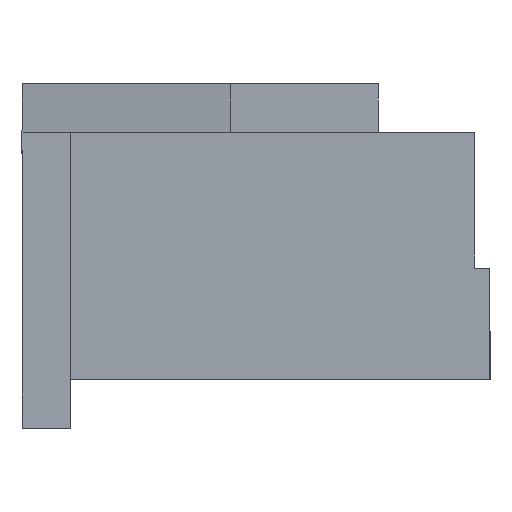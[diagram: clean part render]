
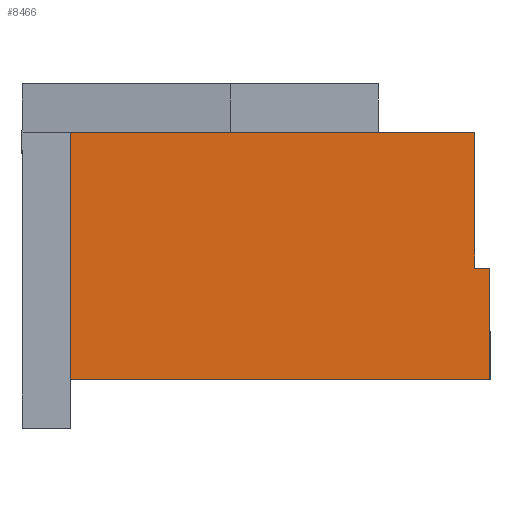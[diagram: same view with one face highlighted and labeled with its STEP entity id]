
A CAD part, left-side view. The second image highlights one B-rep face of the part: STEP entity #8466.
In plain terms, the highlighted planar face has unit normal (-1, 0, 0).
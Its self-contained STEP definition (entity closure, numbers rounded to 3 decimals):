
#64 = EDGE_CURVE ( 'NONE', #65, #88, #3004, .T. ) ;
#65 = VERTEX_POINT ( 'NONE', #3005 ) ;
#88 = VERTEX_POINT ( 'NONE', #3074 ) ;
#3004 = LINE ( 'NONE', #3063, #3062 ) ;
#3005 = CARTESIAN_POINT ( 'NONE',  ( -19.1, 3.075, 0.8 ) ) ;
#3061 = DIRECTION ( 'NONE',  ( 0., -1., 0. ) ) ;
#3062 = VECTOR ( 'NONE', #3061, 1000. ) ;
#3063 = CARTESIAN_POINT ( 'NONE',  ( -19.1, 3.875, 0.8 ) ) ;
#3074 = CARTESIAN_POINT ( 'NONE',  ( -19.1, -3.875, 0.8 ) ) ;
#7672 = CARTESIAN_POINT ( 'NONE',  ( -19.1, -3.625, 2.65 ) ) ;
#7673 = DIRECTION ( 'NONE',  ( 0., 0., 1. ) ) ;
#7674 = VECTOR ( 'NONE', #7673, 1000. ) ;
#7675 = CARTESIAN_POINT ( 'NONE',  ( -19.1, 3.075, 0.8 ) ) ;
#7676 = LINE ( 'NONE', #7675, #7674 ) ;
#7693 = DIRECTION ( 'NONE',  ( 0., 0., 1. ) ) ;
#7694 = VECTOR ( 'NONE', #7693, 1000. ) ;
#7695 = CARTESIAN_POINT ( 'NONE',  ( -19.1, -3.875, 0.8 ) ) ;
#7696 = LINE ( 'NONE', #7695, #7694 ) ;
#7714 = DIRECTION ( 'NONE',  ( 0., -1., 0. ) ) ;
#7715 = VECTOR ( 'NONE', #7714, 1000. ) ;
#7716 = CARTESIAN_POINT ( 'NONE',  ( -19.1, 3.875, 2.65 ) ) ;
#7717 = LINE ( 'NONE', #7716, #7715 ) ;
#7718 = DIRECTION ( 'NONE',  ( 0., 0., 1. ) ) ;
#7719 = DIRECTION ( 'NONE',  ( -1., 0., 0. ) ) ;
#7720 = CARTESIAN_POINT ( 'NONE',  ( -19.1, 3.875, 0.8 ) ) ;
#7721 = AXIS2_PLACEMENT_3D ( 'NONE', #7720, #7719, #7718 ) ;
#7722 = PLANE ( 'NONE',  #7721 ) ;
#7723 = FACE_OUTER_BOUND ( 'NONE', #8463, .T. ) ;
#7724 = CARTESIAN_POINT ( 'NONE',  ( -19.1, 3.075, 4.9 ) ) ;
#7791 = CARTESIAN_POINT ( 'NONE',  ( -19.1, -3.875, 2.65 ) ) ;
#7850 = DIRECTION ( 'NONE',  ( 0., -1., 0. ) ) ;
#7851 = VECTOR ( 'NONE', #7850, 1000. ) ;
#7852 = CARTESIAN_POINT ( 'NONE',  ( -19.1, 3.875, 4.9 ) ) ;
#7853 = LINE ( 'NONE', #7852, #7851 ) ;
#7854 = CARTESIAN_POINT ( 'NONE',  ( -19.1, -3.625, 4.9 ) ) ;
#7855 = DIRECTION ( 'NONE',  ( 0., 0., -1. ) ) ;
#7856 = VECTOR ( 'NONE', #7855, 1000. ) ;
#7857 = CARTESIAN_POINT ( 'NONE',  ( -19.1, -3.625, 0.8 ) ) ;
#7858 = LINE ( 'NONE', #7857, #7856 ) ;
#8406 = VERTEX_POINT ( 'NONE', #7791 ) ;
#8430 = ORIENTED_EDGE ( 'NONE', *, *, #8431, .F. ) ;
#8431 = EDGE_CURVE ( 'NONE', #8432, #8457, #7858, .T. ) ;
#8432 = VERTEX_POINT ( 'NONE', #7854 ) ;
#8433 = ORIENTED_EDGE ( 'NONE', *, *, #8434, .F. ) ;
#8434 = EDGE_CURVE ( 'NONE', #8464, #8432, #7853, .T. ) ;
#8444 = EDGE_CURVE ( 'NONE', #88, #8406, #7696, .T. ) ;
#8450 = ORIENTED_EDGE ( 'NONE', *, *, #8468, .F. ) ;
#8455 = EDGE_CURVE ( 'NONE', #65, #8464, #7676, .T. ) ;
#8456 = ORIENTED_EDGE ( 'NONE', *, *, #64, .T. ) ;
#8457 = VERTEX_POINT ( 'NONE', #7672 ) ;
#8463 = EDGE_LOOP ( 'NONE', ( #8430, #8433, #8471, #8456, #8467, #8450 ) ) ;
#8464 = VERTEX_POINT ( 'NONE', #7724 ) ;
#8466 = ADVANCED_FACE ( 'NONE', ( #7723 ), #7722, .T. ) ;
#8467 = ORIENTED_EDGE ( 'NONE', *, *, #8444, .T. ) ;
#8468 = EDGE_CURVE ( 'NONE', #8457, #8406, #7717, .T. ) ;
#8471 = ORIENTED_EDGE ( 'NONE', *, *, #8455, .F. ) ;
